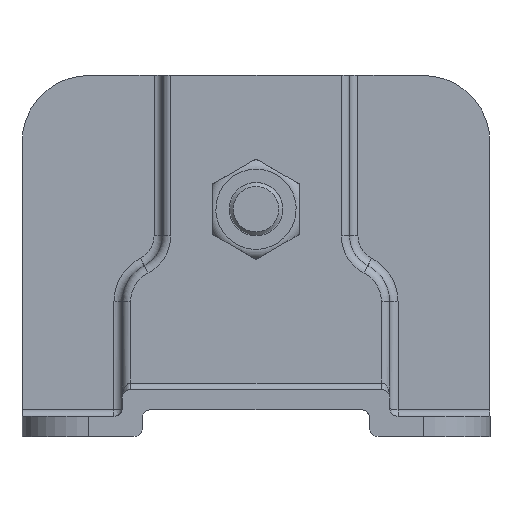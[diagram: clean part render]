
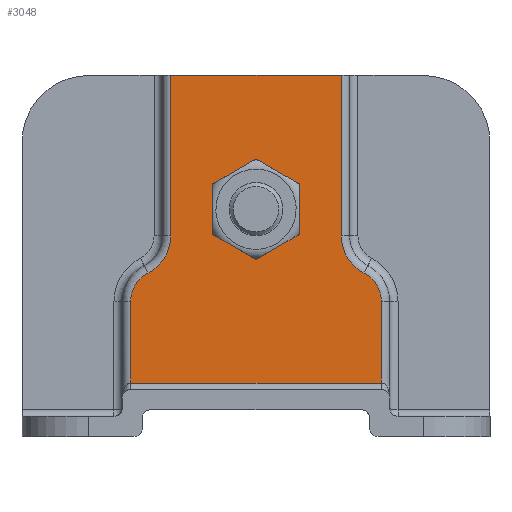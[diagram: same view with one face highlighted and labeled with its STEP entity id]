
A CAD part, front view. The second image highlights one B-rep face of the part: STEP entity #3048.
In plain terms, the highlighted face is planar.
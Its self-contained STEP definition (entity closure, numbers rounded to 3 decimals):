
#138=CIRCLE('',#3272,4.25);
#186=CIRCLE('',#3360,4.75);
#187=CIRCLE('',#3361,6.25);
#188=CIRCLE('',#3362,6.25);
#189=CIRCLE('',#3363,4.75);
#278=FACE_BOUND('',#722,.T.);
#527=FACE_OUTER_BOUND('',#721,.T.);
#721=EDGE_LOOP('',(#2429,#2430,#2431,#2432,#2433,#2434,#2435,#2436,#2437,
#2438));
#722=EDGE_LOOP('',(#2439));
#951=LINE('',#5483,#1157);
#955=LINE('',#5561,#1161);
#957=LINE('',#5567,#1163);
#958=LINE('',#5573,#1164);
#959=LINE('',#5575,#1165);
#960=LINE('',#5577,#1166);
#1157=VECTOR('',#3866,10.);
#1161=VECTOR('',#3886,10.);
#1163=VECTOR('',#3892,10.);
#1164=VECTOR('',#3897,10.);
#1165=VECTOR('',#3898,10.);
#1166=VECTOR('',#3899,10.);
#1335=VERTEX_POINT('',#5081);
#1412=VERTEX_POINT('',#5480);
#1413=VERTEX_POINT('',#5482);
#1419=VERTEX_POINT('',#5560);
#1421=VERTEX_POINT('',#5566);
#1422=VERTEX_POINT('',#5568);
#1423=VERTEX_POINT('',#5570);
#1424=VERTEX_POINT('',#5572);
#1425=VERTEX_POINT('',#5574);
#1426=VERTEX_POINT('',#5576);
#1427=VERTEX_POINT('',#5578);
#1667=EDGE_CURVE('',#1335,#1335,#138,.T.);
#1774=EDGE_CURVE('',#1412,#1413,#951,.T.);
#1784=EDGE_CURVE('',#1413,#1419,#955,.T.);
#1787=EDGE_CURVE('',#1421,#1412,#957,.T.);
#1788=EDGE_CURVE('',#1422,#1421,#186,.T.);
#1789=EDGE_CURVE('',#1423,#1422,#187,.T.);
#1790=EDGE_CURVE('',#1424,#1423,#958,.T.);
#1791=EDGE_CURVE('',#1425,#1424,#959,.T.);
#1792=EDGE_CURVE('',#1426,#1425,#960,.T.);
#1793=EDGE_CURVE('',#1427,#1426,#188,.T.);
#1794=EDGE_CURVE('',#1419,#1427,#189,.T.);
#2429=ORIENTED_EDGE('',*,*,#1774,.F.);
#2430=ORIENTED_EDGE('',*,*,#1787,.F.);
#2431=ORIENTED_EDGE('',*,*,#1788,.F.);
#2432=ORIENTED_EDGE('',*,*,#1789,.F.);
#2433=ORIENTED_EDGE('',*,*,#1790,.F.);
#2434=ORIENTED_EDGE('',*,*,#1791,.F.);
#2435=ORIENTED_EDGE('',*,*,#1792,.F.);
#2436=ORIENTED_EDGE('',*,*,#1793,.F.);
#2437=ORIENTED_EDGE('',*,*,#1794,.F.);
#2438=ORIENTED_EDGE('',*,*,#1784,.F.);
#2439=ORIENTED_EDGE('',*,*,#1667,.T.);
#2925=PLANE('',#3359);
#3048=ADVANCED_FACE('',(#527,#278),#2925,.F.);
#3272=AXIS2_PLACEMENT_3D('',#5082,#3656,#3657);
#3359=AXIS2_PLACEMENT_3D('',#5565,#3890,#3891);
#3360=AXIS2_PLACEMENT_3D('',#5569,#3893,#3894);
#3361=AXIS2_PLACEMENT_3D('',#5571,#3895,#3896);
#3362=AXIS2_PLACEMENT_3D('',#5579,#3900,#3901);
#3363=AXIS2_PLACEMENT_3D('',#5580,#3902,#3903);
#3656=DIRECTION('center_axis',(0.,0.,
1.));
#3657=DIRECTION('ref_axis',(1.,0.,0.));
#3866=DIRECTION('',(-1.,0.,0.));
#3886=DIRECTION('',(0.,-1.,0.));
#3890=DIRECTION('center_axis',(0.,0.,
1.));
#3891=DIRECTION('ref_axis',(1.,0.,0.));
#3892=DIRECTION('',(0.,1.,0.));
#3893=DIRECTION('center_axis',(0.,0.,
1.));
#3894=DIRECTION('ref_axis',(0.853,-0.522,0.));
#3895=DIRECTION('center_axis',(0.,0.,
-1.));
#3896=DIRECTION('ref_axis',(-0.853,0.522,0.));
#3897=DIRECTION('',(0.,1.,0.));
#3898=DIRECTION('',(1.,0.,0.));
#3899=DIRECTION('',(0.,-1.,0.));
#3900=DIRECTION('center_axis',(0.,0.,
-1.));
#3901=DIRECTION('ref_axis',(0.853,0.522,0.));
#3902=DIRECTION('center_axis',(0.,0.,
1.));
#3903=DIRECTION('ref_axis',(-0.853,-0.522,0.));
#5081=CARTESIAN_POINT('',(30.75,-32.2,63.));
#5082=CARTESIAN_POINT('Origin',(35.,-32.2,63.));
#5480=CARTESIAN_POINT('',(53.75,-6.2,63.));
#5482=CARTESIAN_POINT('',(16.25,-6.2,63.));
#5483=CARTESIAN_POINT('',(35.,-6.2,63.));
#5560=CARTESIAN_POINT('',(16.25,-18.402,63.));
#5561=CARTESIAN_POINT('',(16.25,-20.7,63.));
#5565=CARTESIAN_POINT('Origin',(35.,-40.2,63.));
#5566=CARTESIAN_POINT('',(53.75,-18.402,63.));
#5567=CARTESIAN_POINT('',(53.75,-20.7,63.));
#5568=CARTESIAN_POINT('',(51.159,-22.633,63.));
#5569=CARTESIAN_POINT('Origin',(49.,-18.402,63.));
#5570=CARTESIAN_POINT('',(47.75,-28.2,63.));
#5571=CARTESIAN_POINT('Origin',(54.,-28.2,63.));
#5572=CARTESIAN_POINT('',(47.75,-52.2,63.));
#5573=CARTESIAN_POINT('',(47.75,-46.2,63.));
#5574=CARTESIAN_POINT('',(22.25,-52.2,63.));
#5575=CARTESIAN_POINT('',(49.,-52.2,63.));
#5576=CARTESIAN_POINT('',(22.25,-28.2,63.));
#5577=CARTESIAN_POINT('',(22.25,-34.2,63.));
#5578=CARTESIAN_POINT('',(18.841,-22.633,63.));
#5579=CARTESIAN_POINT('Origin',(16.,-28.2,63.));
#5580=CARTESIAN_POINT('Origin',(21.,-18.402,63.));
